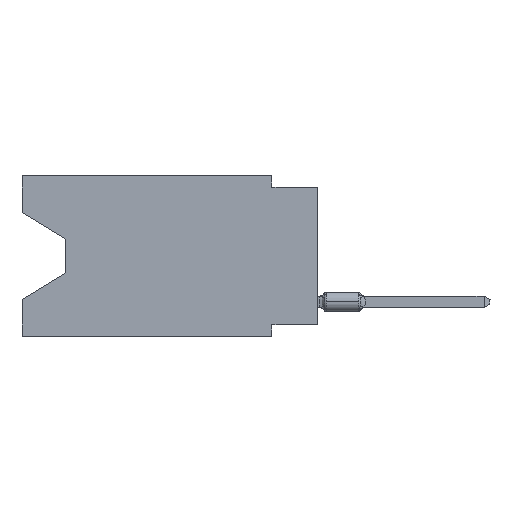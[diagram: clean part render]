
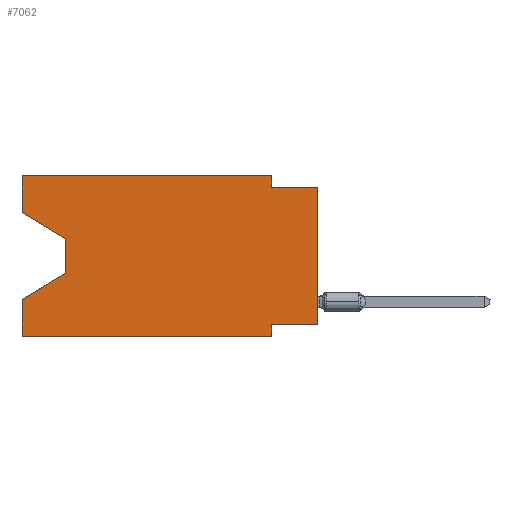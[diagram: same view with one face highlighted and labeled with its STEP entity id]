
A CAD part, left-side view. The second image highlights one B-rep face of the part: STEP entity #7062.
In plain terms, the highlighted planar face has unit normal (-1, 0, 0).
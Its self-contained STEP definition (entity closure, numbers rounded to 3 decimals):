
#695 = ORIENTED_EDGE ( 'NONE', *, *, #35537, .T. ) ;
#1424 = VERTEX_POINT ( 'NONE', #43771 ) ;
#1825 = DIRECTION ( 'NONE',  ( 0., -1., 0. ) ) ;
#2071 = FACE_OUTER_BOUND ( 'NONE', #14722, .T. ) ;
#2221 = ORIENTED_EDGE ( 'NONE', *, *, #5202, .F. ) ;
#2289 = DIRECTION ( 'NONE',  ( 0., 0.855, -0.519 ) ) ;
#4086 = VERTEX_POINT ( 'NONE', #53188 ) ;
#4244 = CARTESIAN_POINT ( 'NONE',  ( 0., 16.383, -2.038 ) ) ;
#5202 = EDGE_CURVE ( 'NONE', #8733, #64666, #42482, .T. ) ;
#5410 = ORIENTED_EDGE ( 'NONE', *, *, #45733, .T. ) ;
#6061 = LINE ( 'NONE', #7437, #40912 ) ;
#6669 = VECTOR ( 'NONE', #2289, 1000. ) ;
#7062 = ADVANCED_FACE ( 'NONE', ( #2071 ), #60980, .F. ) ;
#7112 = ORIENTED_EDGE ( 'NONE', *, *, #31584, .F. ) ;
#7437 = CARTESIAN_POINT ( 'NONE',  ( 0., 16.383, 0. ) ) ;
#7668 = EDGE_CURVE ( 'NONE', #30718, #1424, #27168, .T. ) ;
#8318 = CARTESIAN_POINT ( 'NONE',  ( 0., 16.383, -6.852 ) ) ;
#8733 = VERTEX_POINT ( 'NONE', #63376 ) ;
#10667 = ORIENTED_EDGE ( 'NONE', *, *, #30532, .F. ) ;
#12476 = VECTOR ( 'NONE', #39723, 1000. ) ;
#12793 = EDGE_CURVE ( 'NONE', #17067, #65056, #51409, .T. ) ;
#13030 = LINE ( 'NONE', #34429, #39979 ) ;
#14722 = EDGE_LOOP ( 'NONE', ( #24789, #5410, #29664, #10667, #64887, #2221, #30783, #695, #66159, #7112, #45431, #15141 ) ) ;
#14830 = CARTESIAN_POINT ( 'NONE',  ( 0., 0., 0. ) ) ;
#14900 = LINE ( 'NONE', #57339, #31653 ) ;
#15141 = ORIENTED_EDGE ( 'NONE', *, *, #39713, .F. ) ;
#16541 = DIRECTION ( 'NONE',  ( 0., 0., -1. ) ) ;
#16809 = LINE ( 'NONE', #26983, #56407 ) ;
#17067 = VERTEX_POINT ( 'NONE', #50920 ) ;
#17390 = CARTESIAN_POINT ( 'NONE',  ( 0., 13.97, -5.385 ) ) ;
#20606 = EDGE_CURVE ( 'NONE', #35799, #64666, #16809, .T. ) ;
#23808 = DIRECTION ( 'NONE',  ( 1., 0., 0. ) ) ;
#24394 = EDGE_CURVE ( 'NONE', #4086, #53182, #6061, .T. ) ;
#24789 = ORIENTED_EDGE ( 'NONE', *, *, #7668, .T. ) ;
#26049 = LINE ( 'NONE', #14830, #47816 ) ;
#26983 = CARTESIAN_POINT ( 'NONE',  ( 0., 16.383, -8.89 ) ) ;
#27168 = LINE ( 'NONE', #68589, #49778 ) ;
#27704 = EDGE_CURVE ( 'NONE', #36279, #50094, #65449, .T. ) ;
#29063 = CARTESIAN_POINT ( 'NONE',  ( 0., 16.383, 0. ) ) ;
#29664 = ORIENTED_EDGE ( 'NONE', *, *, #27704, .T. ) ;
#29832 = CARTESIAN_POINT ( 'NONE',  ( 0., 16.383, -8.89 ) ) ;
#30532 = EDGE_CURVE ( 'NONE', #35799, #50094, #66387, .T. ) ;
#30718 = VERTEX_POINT ( 'NONE', #4244 ) ;
#30783 = ORIENTED_EDGE ( 'NONE', *, *, #35768, .F. ) ;
#31584 = EDGE_CURVE ( 'NONE', #53182, #17067, #47470, .T. ) ;
#31653 = VECTOR ( 'NONE', #36298, 1000. ) ;
#31751 = AXIS2_PLACEMENT_3D ( 'NONE', #29063, #23808, #45192 ) ;
#32203 = VECTOR ( 'NONE', #62285, 1000. ) ;
#34429 = CARTESIAN_POINT ( 'NONE',  ( 0., 0., -8.255 ) ) ;
#35537 = EDGE_CURVE ( 'NONE', #38300, #65056, #26049, .T. ) ;
#35768 = EDGE_CURVE ( 'NONE', #38300, #8733, #13030, .T. ) ;
#35799 = VERTEX_POINT ( 'NONE', #29832 ) ;
#35884 = VECTOR ( 'NONE', #16541, 1000. ) ;
#36279 = VERTEX_POINT ( 'NONE', #67460 ) ;
#36298 = DIRECTION ( 'NONE',  ( 0., 0., -1. ) ) ;
#37983 = VECTOR ( 'NONE', #62478, 1000. ) ;
#38300 = VERTEX_POINT ( 'NONE', #62735 ) ;
#39033 = CARTESIAN_POINT ( 'NONE',  ( 0., 16.383, 0. ) ) ;
#39713 = EDGE_CURVE ( 'NONE', #30718, #4086, #58615, .T. ) ;
#39723 = DIRECTION ( 'NONE',  ( 0., 0., 1. ) ) ;
#39979 = VECTOR ( 'NONE', #66367, 1000. ) ;
#40563 = CARTESIAN_POINT ( 'NONE',  ( 0., 0., -0.635 ) ) ;
#40912 = VECTOR ( 'NONE', #1825, 1000. ) ;
#42482 = LINE ( 'NONE', #43888, #35884 ) ;
#43115 = DIRECTION ( 'NONE',  ( 0., -1., 0. ) ) ;
#43771 = CARTESIAN_POINT ( 'NONE',  ( 0., 13.97, -3.505 ) ) ;
#43888 = CARTESIAN_POINT ( 'NONE',  ( 0., 2.54, -8.89 ) ) ;
#45192 = DIRECTION ( 'NONE',  ( 0., 0., -1. ) ) ;
#45431 = ORIENTED_EDGE ( 'NONE', *, *, #24394, .F. ) ;
#45733 = EDGE_CURVE ( 'NONE', #1424, #36279, #14900, .T. ) ;
#47470 = LINE ( 'NONE', #51687, #65209 ) ;
#47816 = VECTOR ( 'NONE', #67796, 1000. ) ;
#47869 = DIRECTION ( 'NONE',  ( 0., -0.855, -0.519 ) ) ;
#49778 = VECTOR ( 'NONE', #47869, 1000. ) ;
#50094 = VERTEX_POINT ( 'NONE', #8318 ) ;
#50920 = CARTESIAN_POINT ( 'NONE',  ( 0., 2.54, -0.635 ) ) ;
#51277 = CARTESIAN_POINT ( 'NONE',  ( 0., 0., -0.635 ) ) ;
#51409 = LINE ( 'NONE', #40563, #32203 ) ;
#51687 = CARTESIAN_POINT ( 'NONE',  ( 0., 2.54, 0. ) ) ;
#53078 = DIRECTION ( 'NONE',  ( 0., 0., -1. ) ) ;
#53182 = VERTEX_POINT ( 'NONE', #53203 ) ;
#53188 = CARTESIAN_POINT ( 'NONE',  ( 0., 16.383, 0. ) ) ;
#53203 = CARTESIAN_POINT ( 'NONE',  ( 0., 2.54, 0. ) ) ;
#56407 = VECTOR ( 'NONE', #43115, 1000. ) ;
#57338 = CARTESIAN_POINT ( 'NONE',  ( 0., 2.54, -8.89 ) ) ;
#57339 = CARTESIAN_POINT ( 'NONE',  ( 0., 13.97, -3.505 ) ) ;
#58615 = LINE ( 'NONE', #68455, #37983 ) ;
#60980 = PLANE ( 'NONE',  #31751 ) ;
#62285 = DIRECTION ( 'NONE',  ( 0., -1., 0. ) ) ;
#62478 = DIRECTION ( 'NONE',  ( 0., 0., 1. ) ) ;
#62735 = CARTESIAN_POINT ( 'NONE',  ( 0., 0., -8.255 ) ) ;
#63376 = CARTESIAN_POINT ( 'NONE',  ( 0., 2.54, -8.255 ) ) ;
#64666 = VERTEX_POINT ( 'NONE', #57338 ) ;
#64887 = ORIENTED_EDGE ( 'NONE', *, *, #20606, .T. ) ;
#65056 = VERTEX_POINT ( 'NONE', #51277 ) ;
#65209 = VECTOR ( 'NONE', #53078, 1000. ) ;
#65449 = LINE ( 'NONE', #17390, #6669 ) ;
#66159 = ORIENTED_EDGE ( 'NONE', *, *, #12793, .F. ) ;
#66367 = DIRECTION ( 'NONE',  ( 0., 1., 0. ) ) ;
#66387 = LINE ( 'NONE', #39033, #12476 ) ;
#67460 = CARTESIAN_POINT ( 'NONE',  ( 0., 13.97, -5.385 ) ) ;
#67796 = DIRECTION ( 'NONE',  ( 0., 0., 1. ) ) ;
#68455 = CARTESIAN_POINT ( 'NONE',  ( 0., 16.383, 0. ) ) ;
#68589 = CARTESIAN_POINT ( 'NONE',  ( 0., 16.383, -2.038 ) ) ;
